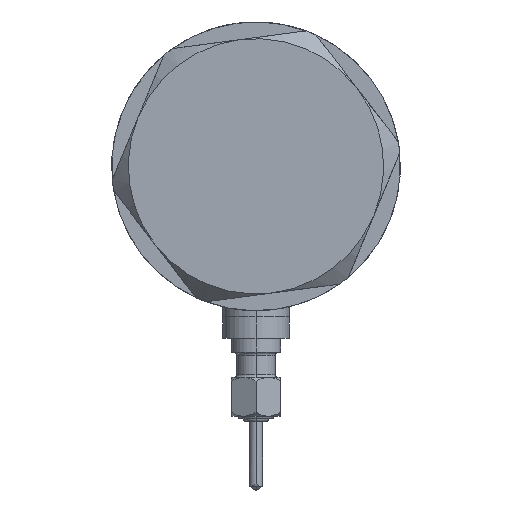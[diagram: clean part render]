
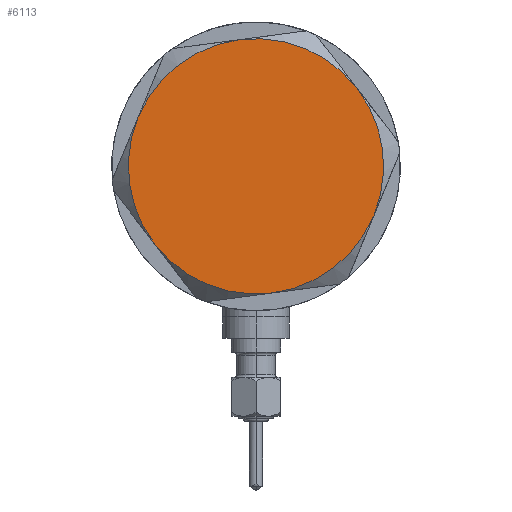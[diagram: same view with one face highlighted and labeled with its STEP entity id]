
A CAD part, left-side view. The second image highlights one B-rep face of the part: STEP entity #6113.
In plain terms, the highlighted face is planar.
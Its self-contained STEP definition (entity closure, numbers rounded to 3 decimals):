
#248 = CIRCLE ( 'NONE', #924, 23. ) ;
#354 = AXIS2_PLACEMENT_3D ( 'NONE', #5222, #6273, #2567 ) ;
#374 = DIRECTION ( 'NONE',  ( 0., 0., 1. ) ) ;
#515 = DIRECTION ( 'NONE',  ( 0., 0., 1. ) ) ;
#534 = DIRECTION ( 'NONE',  ( 1., 0., 0. ) ) ;
#564 = CARTESIAN_POINT ( 'NONE',  ( 0., 0., 9. ) ) ;
#924 = AXIS2_PLACEMENT_3D ( 'NONE', #5298, #515, #4778 ) ;
#1037 = AXIS2_PLACEMENT_3D ( 'NONE', #564, #5740, #534 ) ;
#1116 = ORIENTED_EDGE ( 'NONE', *, *, #3186, .T. ) ;
#1246 = CIRCLE ( 'NONE', #1037, 23. ) ;
#1261 = ORIENTED_EDGE ( 'NONE', *, *, #2927, .T. ) ;
#1484 = CARTESIAN_POINT ( 'NONE',  ( 23., 0., 9. ) ) ;
#1550 = DIRECTION ( 'NONE',  ( 1., 0., 0. ) ) ;
#1590 = CIRCLE ( 'NONE', #6605, 23. ) ;
#1623 = ORIENTED_EDGE ( 'NONE', *, *, #4747, .T. ) ;
#1710 = CIRCLE ( 'NONE', #3711, 23. ) ;
#1736 = CARTESIAN_POINT ( 'NONE',  ( -23., 0., 9. ) ) ;
#2135 = DIRECTION ( 'NONE',  ( 0., 0., 1. ) ) ;
#2177 = VERTEX_POINT ( 'NONE', #5123 ) ;
#2340 = CARTESIAN_POINT ( 'NONE',  ( 0., 0., 9. ) ) ;
#2566 = EDGE_CURVE ( 'NONE', #5435, #3889, #4146, .T. ) ;
#2567 = DIRECTION ( 'NONE',  ( 1., 0., 0. ) ) ;
#2927 = EDGE_CURVE ( 'NONE', #4614, #2177, #3130, .T. ) ;
#2970 = PLANE ( 'NONE',  #5394 ) ;
#3049 = VERTEX_POINT ( 'NONE', #3121 ) ;
#3121 = CARTESIAN_POINT ( 'NONE',  ( 11.5, -19.919, 9. ) ) ;
#3130 = CIRCLE ( 'NONE', #6032, 23. ) ;
#3186 = EDGE_CURVE ( 'NONE', #2177, #5435, #248, .T. ) ;
#3355 = EDGE_CURVE ( 'NONE', #3049, #4614, #1246, .T. ) ;
#3527 = EDGE_CURVE ( 'NONE', #5824, #3049, #1590, .T. ) ;
#3576 = CARTESIAN_POINT ( 'NONE',  ( 0., 0., 9. ) ) ;
#3711 = AXIS2_PLACEMENT_3D ( 'NONE', #3765, #5478, #5974 ) ;
#3765 = CARTESIAN_POINT ( 'NONE',  ( 0., 0., 9. ) ) ;
#3889 = VERTEX_POINT ( 'NONE', #1736 ) ;
#4146 = CIRCLE ( 'NONE', #354, 23. ) ;
#4456 = CARTESIAN_POINT ( 'NONE',  ( -11.5, 19.919, 9. ) ) ;
#4471 = DIRECTION ( 'NONE',  ( 0., 0., 1. ) ) ;
#4614 = VERTEX_POINT ( 'NONE', #1484 ) ;
#4747 = EDGE_CURVE ( 'NONE', #3889, #5824, #1710, .T. ) ;
#4772 = EDGE_LOOP ( 'NONE', ( #5212, #1261, #1116, #6529, #1623, #6054 ) ) ;
#4778 = DIRECTION ( 'NONE',  ( 1., 0., 0. ) ) ;
#4906 = CARTESIAN_POINT ( 'NONE',  ( -11.5, -19.919, 9. ) ) ;
#5123 = CARTESIAN_POINT ( 'NONE',  ( 11.5, 19.919, 9. ) ) ;
#5138 = DIRECTION ( 'NONE',  ( 1., 0., 0. ) ) ;
#5212 = ORIENTED_EDGE ( 'NONE', *, *, #3355, .T. ) ;
#5222 = CARTESIAN_POINT ( 'NONE',  ( 0., 0., 9. ) ) ;
#5298 = CARTESIAN_POINT ( 'NONE',  ( 0., 0., 9. ) ) ;
#5394 = AXIS2_PLACEMENT_3D ( 'NONE', #2340, #4471, #5138 ) ;
#5435 = VERTEX_POINT ( 'NONE', #4456 ) ;
#5478 = DIRECTION ( 'NONE',  ( 0., 0., 1. ) ) ;
#5740 = DIRECTION ( 'NONE',  ( 0., 0., 1. ) ) ;
#5824 = VERTEX_POINT ( 'NONE', #4906 ) ;
#5974 = DIRECTION ( 'NONE',  ( 1., 0., 0. ) ) ;
#6008 = FACE_OUTER_BOUND ( 'NONE', #4772, .T. ) ;
#6032 = AXIS2_PLACEMENT_3D ( 'NONE', #3576, #374, #6282 ) ;
#6054 = ORIENTED_EDGE ( 'NONE', *, *, #3527, .T. ) ;
#6113 = ADVANCED_FACE ( 'NONE', ( #6008 ), #2970, .T. ) ;
#6273 = DIRECTION ( 'NONE',  ( 0., 0., 1. ) ) ;
#6282 = DIRECTION ( 'NONE',  ( 1., 0., 0. ) ) ;
#6403 = CARTESIAN_POINT ( 'NONE',  ( 0., 0., 9. ) ) ;
#6529 = ORIENTED_EDGE ( 'NONE', *, *, #2566, .T. ) ;
#6605 = AXIS2_PLACEMENT_3D ( 'NONE', #6403, #2135, #1550 ) ;
